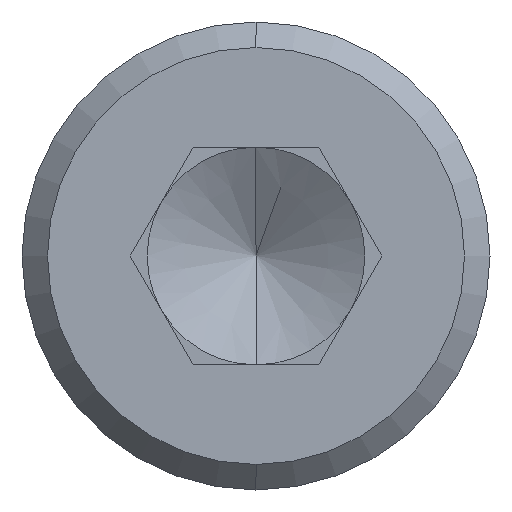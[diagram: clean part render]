
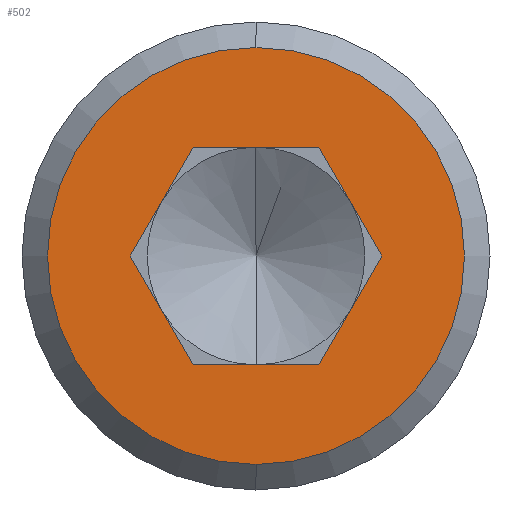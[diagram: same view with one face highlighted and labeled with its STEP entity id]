
A CAD part, left-side view. The second image highlights one B-rep face of the part: STEP entity #502.
In plain terms, the highlighted planar face has unit normal (-1, 0, 0).
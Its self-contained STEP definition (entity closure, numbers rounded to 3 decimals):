
#36 = FACE_BOUND ( 'NONE', #358, .T. ) ;
#52 = DIRECTION ( 'NONE',  ( 0., 0., 1. ) ) ;
#60 = CARTESIAN_POINT ( 'NONE',  ( 0., 1.478, 0. ) ) ;
#67 = CARTESIAN_POINT ( 'NONE',  ( 0., 0., 2.45 ) ) ;
#70 = CARTESIAN_POINT ( 'NONE',  ( 0., 1.478, 0. ) ) ;
#86 = CARTESIAN_POINT ( 'NONE',  ( 0., 0., 0. ) ) ;
#106 = CARTESIAN_POINT ( 'NONE',  ( 0., -0.739, 1.28 ) ) ;
#110 = EDGE_LOOP ( 'NONE', ( #114, #516 ) ) ;
#114 = ORIENTED_EDGE ( 'NONE', *, *, #173, .T. ) ;
#116 = CARTESIAN_POINT ( 'NONE',  ( 0., 0.739, -1.28 ) ) ;
#119 = VERTEX_POINT ( 'NONE', #512 ) ;
#141 = VERTEX_POINT ( 'NONE', #761 ) ;
#143 = AXIS2_PLACEMENT_3D ( 'NONE', #394, #639, #52 ) ;
#173 = EDGE_CURVE ( 'NONE', #775, #439, #361, .T. ) ;
#196 = ORIENTED_EDGE ( 'NONE', *, *, #714, .T. ) ;
#208 = AXIS2_PLACEMENT_3D ( 'NONE', #270, #511, #438 ) ;
#210 = EDGE_CURVE ( 'NONE', #141, #237, #341, .T. ) ;
#237 = VERTEX_POINT ( 'NONE', #651 ) ;
#249 = DIRECTION ( 'NONE',  ( 0., -0.5, -0.866 ) ) ;
#251 = EDGE_CURVE ( 'NONE', #119, #469, #292, .T. ) ;
#270 = CARTESIAN_POINT ( 'NONE',  ( 0., 0., 0. ) ) ;
#280 = ORIENTED_EDGE ( 'NONE', *, *, #210, .F. ) ;
#282 = CIRCLE ( 'NONE', #443, 2.45 ) ;
#288 = DIRECTION ( 'NONE',  ( 0., -1., 0. ) ) ;
#292 = LINE ( 'NONE', #60, #549 ) ;
#298 = LINE ( 'NONE', #709, #407 ) ;
#316 = CARTESIAN_POINT ( 'NONE',  ( 0., -1.478, 0. ) ) ;
#330 = FACE_OUTER_BOUND ( 'NONE', #110, .T. ) ;
#339 = ORIENTED_EDGE ( 'NONE', *, *, #669, .F. ) ;
#341 = LINE ( 'NONE', #116, #458 ) ;
#347 = DIRECTION ( 'NONE',  ( 0., -0.5, 0.866 ) ) ;
#353 = EDGE_CURVE ( 'NONE', #119, #141, #432, .T. ) ;
#358 = EDGE_LOOP ( 'NONE', ( #422, #339, #196, #399, #280, #593 ) ) ;
#361 = CIRCLE ( 'NONE', #143, 2.45 ) ;
#373 = VECTOR ( 'NONE', #781, 1000. ) ;
#394 = CARTESIAN_POINT ( 'NONE',  ( 0., 0., 0. ) ) ;
#399 = ORIENTED_EDGE ( 'NONE', *, *, #644, .T. ) ;
#407 = VECTOR ( 'NONE', #414, 1000. ) ;
#414 = DIRECTION ( 'NONE',  ( 0., 0.5, -0.866 ) ) ;
#418 = VERTEX_POINT ( 'NONE', #316 ) ;
#422 = ORIENTED_EDGE ( 'NONE', *, *, #251, .T. ) ;
#432 = LINE ( 'NONE', #70, #692 ) ;
#438 = DIRECTION ( 'NONE',  ( 0., 0., 1. ) ) ;
#439 = VERTEX_POINT ( 'NONE', #67 ) ;
#443 = AXIS2_PLACEMENT_3D ( 'NONE', #86, #455, #684 ) ;
#455 = DIRECTION ( 'NONE',  ( -1., 0., 0. ) ) ;
#458 = VECTOR ( 'NONE', #288, 1000. ) ;
#469 = VERTEX_POINT ( 'NONE', #518 ) ;
#470 = DIRECTION ( 'NONE',  ( 0., 1., 0. ) ) ;
#502 = ADVANCED_FACE ( 'NONE', ( #36, #330 ), #567, .T. ) ;
#510 = EDGE_CURVE ( 'NONE', #439, #775, #282, .T. ) ;
#511 = DIRECTION ( 'NONE',  ( -1., 0., 0. ) ) ;
#512 = CARTESIAN_POINT ( 'NONE',  ( 0., 1.478, 0. ) ) ;
#516 = ORIENTED_EDGE ( 'NONE', *, *, #510, .T. ) ;
#517 = VECTOR ( 'NONE', #470, 1000. ) ;
#518 = CARTESIAN_POINT ( 'NONE',  ( 0., 0.739, 1.28 ) ) ;
#549 = VECTOR ( 'NONE', #347, 1000. ) ;
#555 = CARTESIAN_POINT ( 'NONE',  ( 0., 0., -2.45 ) ) ;
#557 = VERTEX_POINT ( 'NONE', #571 ) ;
#567 = PLANE ( 'NONE',  #208 ) ;
#571 = CARTESIAN_POINT ( 'NONE',  ( 0., -0.739, 1.28 ) ) ;
#591 = LINE ( 'NONE', #772, #373 ) ;
#593 = ORIENTED_EDGE ( 'NONE', *, *, #353, .F. ) ;
#639 = DIRECTION ( 'NONE',  ( -1., 0., 0. ) ) ;
#644 = EDGE_CURVE ( 'NONE', #418, #237, #298, .T. ) ;
#651 = CARTESIAN_POINT ( 'NONE',  ( 0., -0.739, -1.28 ) ) ;
#669 = EDGE_CURVE ( 'NONE', #557, #469, #784, .T. ) ;
#684 = DIRECTION ( 'NONE',  ( 0., 0., 1. ) ) ;
#692 = VECTOR ( 'NONE', #249, 1000. ) ;
#709 = CARTESIAN_POINT ( 'NONE',  ( 0., -1.478, 0. ) ) ;
#714 = EDGE_CURVE ( 'NONE', #557, #418, #591, .T. ) ;
#761 = CARTESIAN_POINT ( 'NONE',  ( 0., 0.739, -1.28 ) ) ;
#772 = CARTESIAN_POINT ( 'NONE',  ( 0., -0.739, 1.28 ) ) ;
#775 = VERTEX_POINT ( 'NONE', #555 ) ;
#781 = DIRECTION ( 'NONE',  ( 0., -0.5, -0.866 ) ) ;
#784 = LINE ( 'NONE', #106, #517 ) ;
